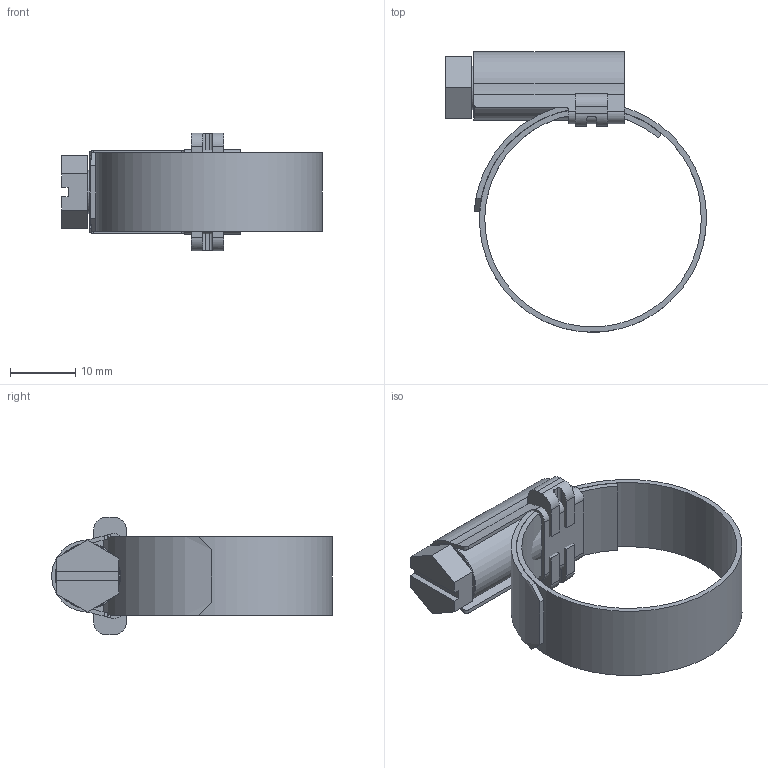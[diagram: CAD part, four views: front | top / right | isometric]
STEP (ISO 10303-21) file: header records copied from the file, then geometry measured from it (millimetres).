
FILE_DESCRIPTION (( 'STEP AP203' ), '1' );
FILE_NAME ('3D-R548_20-32_171786160.STEP', '2024-09-02T14:20:07', ( '' ), ( '' ), 'SwSTEP 2.0', 'SolidWorks 2024', '' );
FILE_SCHEMA (( 'CONFIG_CONTROL_DESIGN' ));
Length unit declared in the file: millimetre
Products named in the file (1): 3D-R548_20-32_171786160
Bounding box: 39.83 x 42.79 x 18 mm (x, y, z)
Volume: 4132.3 mm3; surface area: 6560.8 mm2
Topology: 4 solids, 4 shells, 94 faces, 254 edges, 164 vertices
Faces by surface type: plane 59, cylinder 28, bspline 3, cone 2, torus 2
Entity records: 3837 total; most frequent: CARTESIAN_POINT 1428, ORIENTED_EDGE 508, DIRECTION 458, EDGE_CURVE 254, LINE 166, VECTOR 166, VERTEX_POINT 164, AXIS2_PLACEMENT_3D 146
